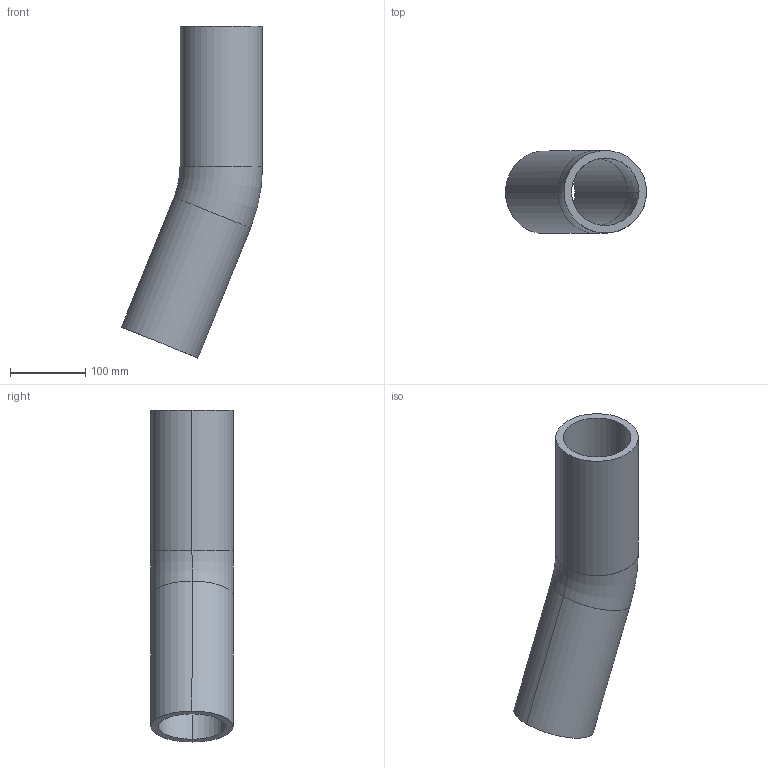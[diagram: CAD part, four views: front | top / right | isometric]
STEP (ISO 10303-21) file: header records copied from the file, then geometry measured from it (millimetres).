
FILE_DESCRIPTION(('STEP AP214'),'1');
FILE_NAME('cctmp_3333B5B1-0521-456C-B64F-DD328338F9AC_2020_6_9_14_37_15_660..stp','2020-06-09T12:37:15',('Georg Fischer Piping Systems Ltd.'),('CADClick - www.CADClick.com'),'Spatial InterOp 3D',' ','unknown authorization');
FILE_SCHEMA(('AUTOMOTIVE_DESIGN'));
Length unit declared in the file: millimetre
Products named in the file (1): 753081014
Bounding box: 188.03 x 110 x 442.66 mm (x, y, z)
Volume: 1373535.6 mm3; surface area: 280990.3 mm2
Topology: 1 solids, 1 shells, 14 faces, 31 edges, 19 vertices
Faces by surface type: cylinder 8, torus 4, plane 2
Entity records: 538 total; most frequent: DIRECTION 84, CARTESIAN_POINT 65, ORIENTED_EDGE 62, AXIS2_PLACEMENT_3D 38, EDGE_CURVE 31, CIRCLE 23, VERTEX_POINT 19, EDGE_LOOP 16
